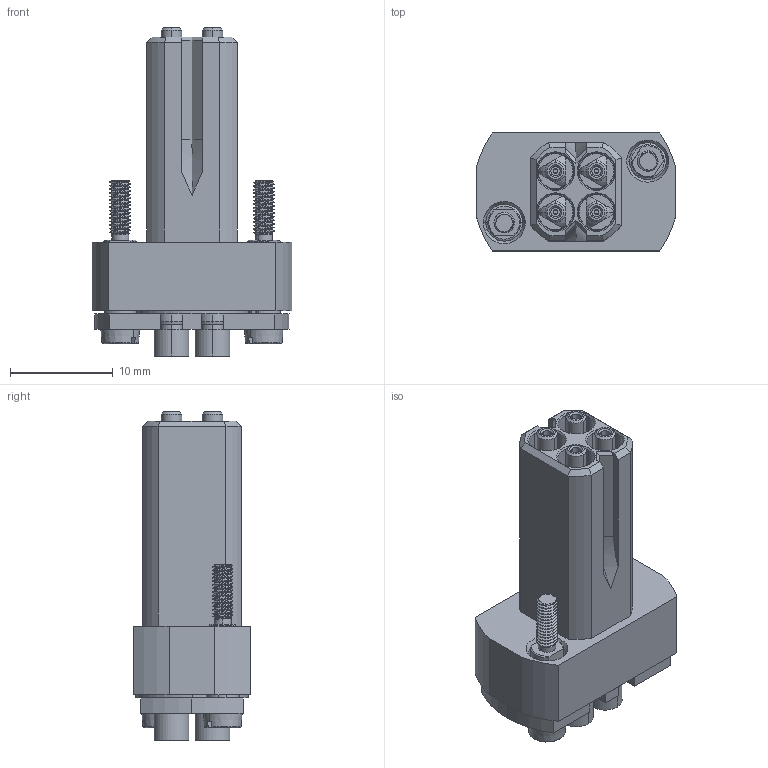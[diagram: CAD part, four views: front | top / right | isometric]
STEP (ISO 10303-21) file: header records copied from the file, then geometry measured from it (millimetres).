
FILE_DESCRIPTION (( 'STEP AP214' ), '1' );
FILE_NAME ('MOD-1040392-HF77-0002BG04-1H.STEP', '2024-04-11T10:06:11', ( 'FEINMETALL GmbH ' ), ( 'FEINMETALL GmbH ' ), 'SwSTEP 2.0', 'SolidWorks 2020', '' );
FILE_SCHEMA (( 'AUTOMOTIVE_DESIGN' ));
Length unit declared in the file: millimetre
Products named in the file (1): MOD-1040392-HF77-0002BG04-1H
Bounding box: 19.5 x 11.5 x 32 mm (x, y, z)
Volume: 2853.1 mm3; surface area: 5446.2 mm2
Topology: 15 solids, 16 shells, 697 faces, 1647 edges, 1020 vertices
Faces by surface type: cylinder 294, plane 183, cone 178, torus 20, bspline 14, sphere 8
Entity records: 38584 total; most frequent: CARTESIAN_POINT 14921, DIRECTION 3501, ORIENTED_EDGE 3286, EDGE_CURVE 1643, AXIS2_PLACEMENT_3D 1418, VERTEX_POINT 1020, EDGE_LOOP 769, CIRCLE 734
